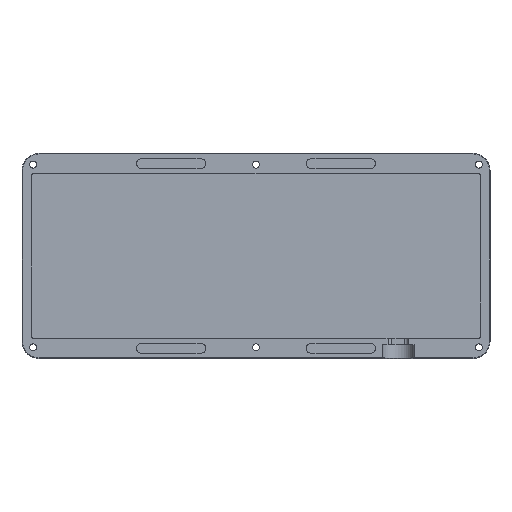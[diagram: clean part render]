
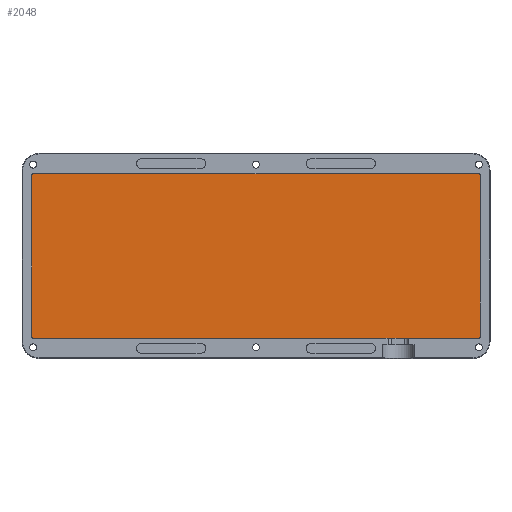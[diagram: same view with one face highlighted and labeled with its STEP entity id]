
A CAD part, top view. The second image highlights one B-rep face of the part: STEP entity #2048.
In plain terms, the highlighted planar face has unit normal (0, 0, 1).
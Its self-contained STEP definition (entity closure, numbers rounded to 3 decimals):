
#250=LINE('',#3698,#417);
#253=LINE('',#3706,#420);
#256=LINE('',#3714,#423);
#259=LINE('',#3722,#426);
#417=VECTOR('',#2801,10.);
#420=VECTOR('',#2810,10.);
#423=VECTOR('',#2819,10.);
#426=VECTOR('',#2828,10.);
#489=PLANE('',#2266);
#610=FACE_OUTER_BOUND('',#759,.T.);
#759=EDGE_LOOP('',(#1887,#1888,#1889,#1890,#1891,#1892,#1893,#1894,#1895));
#872=CIRCLE('',#2253,1.);
#873=CIRCLE('',#2256,1.);
#874=CIRCLE('',#2259,1.);
#875=CIRCLE('',#2262,1.);
#876=CIRCLE('',#2265,3.18);
#1048=VERTEX_POINT('',#3690);
#1049=VERTEX_POINT('',#3692);
#1050=VERTEX_POINT('',#3696);
#1051=VERTEX_POINT('',#3700);
#1052=VERTEX_POINT('',#3704);
#1053=VERTEX_POINT('',#3708);
#1054=VERTEX_POINT('',#3712);
#1055=VERTEX_POINT('',#3716);
#1056=VERTEX_POINT('',#3720);
#1323=EDGE_CURVE('',#1048,#1049,#872,.T.);
#1326=EDGE_CURVE('',#1050,#1048,#250,.T.);
#1328=EDGE_CURVE('',#1051,#1050,#873,.T.);
#1330=EDGE_CURVE('',#1052,#1051,#253,.T.);
#1332=EDGE_CURVE('',#1053,#1052,#874,.T.);
#1334=EDGE_CURVE('',#1054,#1053,#256,.T.);
#1336=EDGE_CURVE('',#1055,#1054,#875,.T.);
#1338=EDGE_CURVE('',#1056,#1055,#259,.T.);
#1339=EDGE_CURVE('',#1049,#1056,#876,.T.);
#1887=ORIENTED_EDGE('',*,*,#1339,.F.);
#1888=ORIENTED_EDGE('',*,*,#1323,.F.);
#1889=ORIENTED_EDGE('',*,*,#1326,.F.);
#1890=ORIENTED_EDGE('',*,*,#1328,.F.);
#1891=ORIENTED_EDGE('',*,*,#1330,.F.);
#1892=ORIENTED_EDGE('',*,*,#1332,.F.);
#1893=ORIENTED_EDGE('',*,*,#1334,.F.);
#1894=ORIENTED_EDGE('',*,*,#1336,.F.);
#1895=ORIENTED_EDGE('',*,*,#1338,.F.);
#2048=ADVANCED_FACE('',(#610),#489,.T.);
#2253=AXIS2_PLACEMENT_3D('',#3693,#2795,#2796);
#2256=AXIS2_PLACEMENT_3D('',#3702,#2805,#2806);
#2259=AXIS2_PLACEMENT_3D('',#3710,#2814,#2815);
#2262=AXIS2_PLACEMENT_3D('',#3718,#2823,#2824);
#2265=AXIS2_PLACEMENT_3D('',#3724,#2831,#2832);
#2266=AXIS2_PLACEMENT_3D('',#3725,#2833,#2834);
#2795=DIRECTION('center_axis',(0.,0.,-1.));
#2796=DIRECTION('ref_axis',(1.,0.,0.));
#2801=DIRECTION('',(1.,0.,0.));
#2805=DIRECTION('center_axis',(0.,0.,-1.));
#2806=DIRECTION('ref_axis',(0.,1.,0.));
#2810=DIRECTION('',(0.,1.,0.));
#2814=DIRECTION('center_axis',(0.,0.,-1.));
#2815=DIRECTION('ref_axis',(-1.,0.,0.));
#2819=DIRECTION('',(-1.,0.,0.));
#2823=DIRECTION('center_axis',(0.,0.,-1.));
#2824=DIRECTION('ref_axis',(0.,-1.,0.));
#2828=DIRECTION('',(0.,-1.,0.));
#2831=DIRECTION('center_axis',(0.,0.,-1.));
#2832=DIRECTION('ref_axis',(1.,0.,0.));
#2833=DIRECTION('center_axis',(0.,0.,1.));
#2834=DIRECTION('ref_axis',(1.,0.,0.));
#3690=CARTESIAN_POINT('',(104.275,38.6,-2.397));
#3692=CARTESIAN_POINT('',(105.195,37.992,-2.397));
#3693=CARTESIAN_POINT('Origin',(104.275,37.6,-2.397));
#3696=CARTESIAN_POINT('',(-104.275,38.6,-2.397));
#3698=CARTESIAN_POINT('',(105.275,38.6,-2.397));
#3700=CARTESIAN_POINT('',(-105.275,37.6,-2.397));
#3702=CARTESIAN_POINT('Origin',(-104.275,37.6,-2.397));
#3704=CARTESIAN_POINT('',(-105.275,-37.6,-2.397));
#3706=CARTESIAN_POINT('',(-105.275,37.6,-2.397));
#3708=CARTESIAN_POINT('',(-104.275,-38.6,-2.397));
#3710=CARTESIAN_POINT('Origin',(-104.275,-37.6,-2.397));
#3712=CARTESIAN_POINT('',(104.275,-38.6,-2.397));
#3714=CARTESIAN_POINT('',(104.275,-38.6,-2.397));
#3716=CARTESIAN_POINT('',(105.275,-37.6,-2.397));
#3718=CARTESIAN_POINT('Origin',(104.275,-37.6,-2.397));
#3720=CARTESIAN_POINT('',(105.275,37.283,-2.397));
#3722=CARTESIAN_POINT('',(105.275,37.6,-2.397));
#3724=CARTESIAN_POINT('Origin',(102.095,37.283,-2.397));
#3725=CARTESIAN_POINT('Origin',(0.,0.,-2.397));
